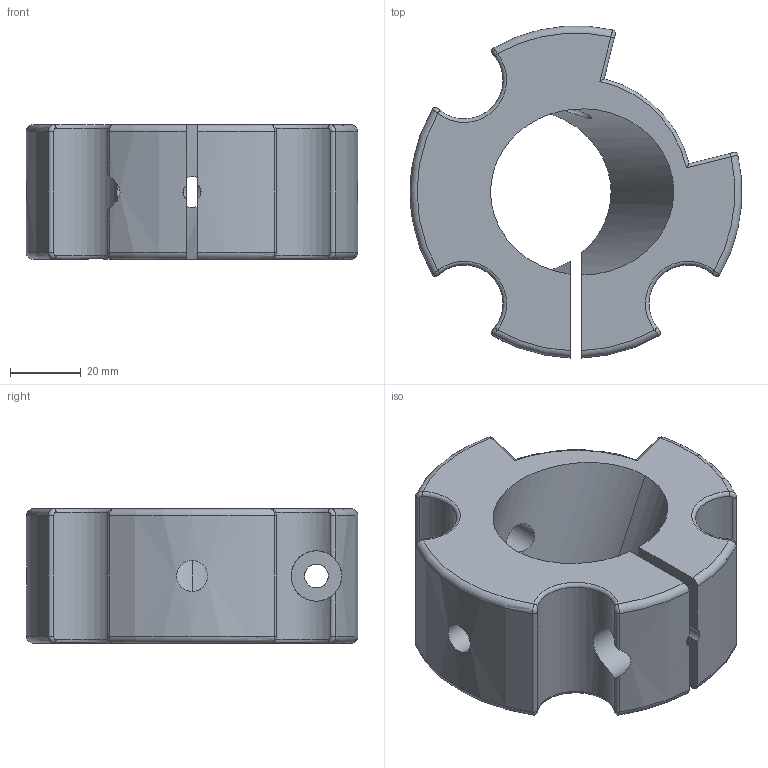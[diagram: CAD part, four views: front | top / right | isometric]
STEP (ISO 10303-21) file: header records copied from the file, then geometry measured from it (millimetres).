
FILE_DESCRIPTION(/* description */ (''),/* implementation_level */ '2;1');
FILE_NAME(/* name */ 'RINKOODO CLAMP MAZU _insert v2.step',/* time_stamp */ '2024-11-13T08:16:26-04:00',/* author */ (''),/* organization */ (''),/* preprocessor_version */ 'ST-DEVELOPER v20',/* originating_system */ 'Autodesk Translation Framework v13.20.0.188',/* authorisation */ '');
FILE_SCHEMA (('AUTOMOTIVE_DESIGN { 1 0 10303 214 3 1 1 }'));
Length unit declared in the file: millimetre
Products named in the file (1): RINKOODO CLAMP MAZU _insert
Bounding box: 94 x 93.97 x 38.1 mm (x, y, z)
Volume: 131799.8 mm3; surface area: 30125 mm2
Topology: 1 solids, 1 shells, 83 faces, 220 edges, 136 vertices
Faces by surface type: cylinder 35, torus 18, bspline 16, plane 10, cone 4
Full cylindrical faces by diameter (mm): 6.756 x1, 8.8 x4, 8.809 x1, 14.287 x1
Entity records: 3590 total; most frequent: CARTESIAN_POINT 1586, ORIENTED_EDGE 438, DIRECTION 380, EDGE_CURVE 219, AXIS2_PLACEMENT_3D 162, VERTEX_POINT 136, EDGE_LOOP 89, CIRCLE 86
